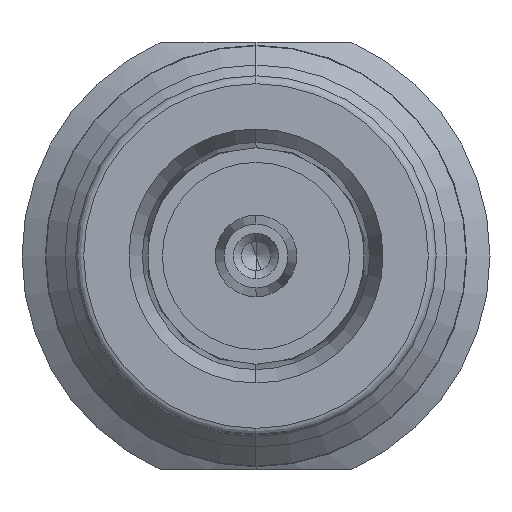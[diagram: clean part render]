
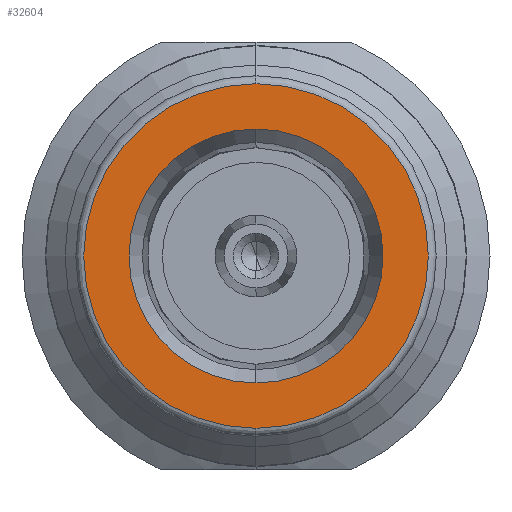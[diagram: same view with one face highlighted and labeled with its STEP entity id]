
A CAD part, left-side view. The second image highlights one B-rep face of the part: STEP entity #32604.
In plain terms, the highlighted planar face has unit normal (-1, 0, 0).
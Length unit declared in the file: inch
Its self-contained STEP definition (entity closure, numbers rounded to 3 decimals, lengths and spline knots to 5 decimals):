
#166 = DIRECTION ( 'NONE',  ( 0., 0., 1. ) ) ;
#533 = CARTESIAN_POINT ( 'NONE',  ( 0., 0., 0.25375 ) ) ;
#2092 = ORIENTED_EDGE ( 'NONE', *, *, #42657, .F. ) ;
#3944 = EDGE_LOOP ( 'NONE', ( #33629, #26432 ) ) ;
#5976 = DIRECTION ( 'NONE',  ( 0., 0., 1. ) ) ;
#6942 = CARTESIAN_POINT ( 'NONE',  ( 0., 0.18699, 0. ) ) ;
#7604 = FACE_OUTER_BOUND ( 'NONE', #3944, .T. ) ;
#7812 = DIRECTION ( 'NONE',  ( 0., 0., 1. ) ) ;
#9229 = VERTEX_POINT ( 'NONE', #41469 ) ;
#10151 = CARTESIAN_POINT ( 'NONE',  ( 0., 0., 0. ) ) ;
#12378 = CIRCLE ( 'NONE', #31932, 0.18699 ) ;
#14351 = VERTEX_POINT ( 'NONE', #533 ) ;
#16500 = EDGE_CURVE ( 'NONE', #9229, #14351, #23703, .T. ) ;
#17087 = CARTESIAN_POINT ( 'NONE',  ( 0., 0., -0.18699 ) ) ;
#17719 = CARTESIAN_POINT ( 'NONE',  ( 0., 0., 0. ) ) ;
#19050 = AXIS2_PLACEMENT_3D ( 'NONE', #6942, #33644, #27744 ) ;
#20758 = VERTEX_POINT ( 'NONE', #17087 ) ;
#21860 = CIRCLE ( 'NONE', #38587, 0.25375 ) ;
#22539 = EDGE_LOOP ( 'NONE', ( #27715, #2092 ) ) ;
#23703 = CIRCLE ( 'NONE', #24428, 0.25375 ) ;
#23814 = CARTESIAN_POINT ( 'NONE',  ( 0., 0., 0. ) ) ;
#24044 = DIRECTION ( 'NONE',  ( 0., 0., 1. ) ) ;
#24416 = EDGE_CURVE ( 'NONE', #14351, #9229, #21860, .T. ) ;
#24428 = AXIS2_PLACEMENT_3D ( 'NONE', #10151, #39430, #5976 ) ;
#24634 = EDGE_CURVE ( 'NONE', #25261, #20758, #32285, .T. ) ;
#25261 = VERTEX_POINT ( 'NONE', #42719 ) ;
#26432 = ORIENTED_EDGE ( 'NONE', *, *, #16500, .T. ) ;
#27715 = ORIENTED_EDGE ( 'NONE', *, *, #24634, .F. ) ;
#27744 = DIRECTION ( 'NONE',  ( 0., 0., -1. ) ) ;
#29297 = DIRECTION ( 'NONE',  ( -1., 0., 0. ) ) ;
#31002 = DIRECTION ( 'NONE',  ( -1., 0., 0. ) ) ;
#31932 = AXIS2_PLACEMENT_3D ( 'NONE', #17719, #31002, #7812 ) ;
#32285 = CIRCLE ( 'NONE', #42755, 0.18699 ) ;
#32604 = ADVANCED_FACE ( 'NONE', ( #40859, #7604 ), #37376, .F. ) ;
#33629 = ORIENTED_EDGE ( 'NONE', *, *, #24416, .T. ) ;
#33644 = DIRECTION ( 'NONE',  ( 1., 0., 0. ) ) ;
#37376 = PLANE ( 'NONE',  #19050 ) ;
#38587 = AXIS2_PLACEMENT_3D ( 'NONE', #42420, #29297, #166 ) ;
#39430 = DIRECTION ( 'NONE',  ( -1., 0., 0. ) ) ;
#40422 = DIRECTION ( 'NONE',  ( -1., 0., 0. ) ) ;
#40859 = FACE_BOUND ( 'NONE', #22539, .T. ) ;
#41469 = CARTESIAN_POINT ( 'NONE',  ( 0., 0., -0.25375 ) ) ;
#42420 = CARTESIAN_POINT ( 'NONE',  ( 0., 0., 0. ) ) ;
#42657 = EDGE_CURVE ( 'NONE', #20758, #25261, #12378, .T. ) ;
#42719 = CARTESIAN_POINT ( 'NONE',  ( 0., 0., 0.18699 ) ) ;
#42755 = AXIS2_PLACEMENT_3D ( 'NONE', #23814, #40422, #24044 ) ;
